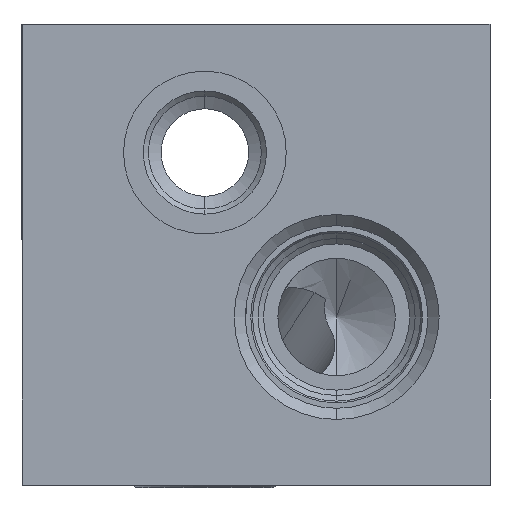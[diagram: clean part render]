
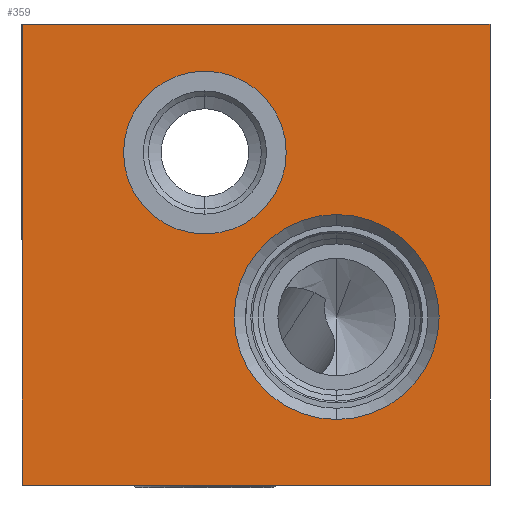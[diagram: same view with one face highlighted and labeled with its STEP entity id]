
A CAD part, front view. The second image highlights one B-rep face of the part: STEP entity #359.
In plain terms, the highlighted face is planar.
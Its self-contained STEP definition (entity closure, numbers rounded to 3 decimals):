
#98 = CARTESIAN_POINT ( 'NONE',  ( 0., 0., 0. ) ) ;
#129 = VECTOR ( 'NONE', #4437, 1000. ) ;
#141 = CIRCLE ( 'NONE', #3409, 17.665 ) ;
#155 = ORIENTED_EDGE ( 'NONE', *, *, #218, .F. ) ;
#218 = EDGE_CURVE ( 'NONE', #2666, #1721, #2909, .T. ) ;
#270 = ORIENTED_EDGE ( 'NONE', *, *, #5177, .T. ) ;
#276 = DIRECTION ( 'NONE',  ( 0., 1., 0. ) ) ;
#298 = EDGE_CURVE ( 'NONE', #1721, #2666, #2643, .T. ) ;
#331 = FACE_OUTER_BOUND ( 'NONE', #4679, .T. ) ;
#341 = AXIS2_PLACEMENT_3D ( 'NONE', #4725, #2599, #871 ) ;
#359 = ADVANCED_FACE ( 'NONE', ( #4241, #331, #4703 ), #3378, .T. ) ;
#518 = AXIS2_PLACEMENT_3D ( 'NONE', #3809, #1751, #4337 ) ;
#611 = VERTEX_POINT ( 'NONE', #5339 ) ;
#833 = CARTESIAN_POINT ( 'NONE',  ( 36.5, -68.3, 0. ) ) ;
#834 = AXIS2_PLACEMENT_3D ( 'NONE', #1035, #4024, #1457 ) ;
#871 = DIRECTION ( 'NONE',  ( 1., 0., 0. ) ) ;
#1016 = CARTESIAN_POINT ( 'NONE',  ( 0., 0., 0. ) ) ;
#1035 = CARTESIAN_POINT ( 'NONE',  ( 72.2, -39.7, 0. ) ) ;
#1101 = VERTEX_POINT ( 'NONE', #5394 ) ;
#1103 = CARTESIAN_POINT ( 'NONE',  ( 100., 0., 0. ) ) ;
#1183 = LINE ( 'NONE', #5081, #2766 ) ;
#1319 = CIRCLE ( 'NONE', #834, 17.665 ) ;
#1336 = LINE ( 'NONE', #2965, #4520 ) ;
#1457 = DIRECTION ( 'NONE',  ( 1., 0., 0. ) ) ;
#1543 = DIRECTION ( 'NONE',  ( 1., 0., 0. ) ) ;
#1637 = LINE ( 'NONE', #1016, #129 ) ;
#1721 = VERTEX_POINT ( 'NONE', #5285 ) ;
#1751 = DIRECTION ( 'NONE',  ( 0., 0., 1. ) ) ;
#1785 = VERTEX_POINT ( 'NONE', #3123 ) ;
#1798 = VERTEX_POINT ( 'NONE', #5269 ) ;
#1969 = CARTESIAN_POINT ( 'NONE',  ( 72.2, -39.7, 0. ) ) ;
#2065 = EDGE_CURVE ( 'NONE', #611, #2557, #1637, .T. ) ;
#2122 = EDGE_CURVE ( 'NONE', #1785, #611, #4835, .T. ) ;
#2145 = DIRECTION ( 'NONE',  ( 0., 0., 1. ) ) ;
#2178 = DIRECTION ( 'NONE',  ( 1., 0., 0. ) ) ;
#2557 = VERTEX_POINT ( 'NONE', #98 ) ;
#2567 = EDGE_CURVE ( 'NONE', #1101, #1798, #1319, .T. ) ;
#2599 = DIRECTION ( 'NONE',  ( 0., 0., 1. ) ) ;
#2626 = ORIENTED_EDGE ( 'NONE', *, *, #4389, .T. ) ;
#2643 = CIRCLE ( 'NONE', #341, 22.25 ) ;
#2666 = VERTEX_POINT ( 'NONE', #3289 ) ;
#2766 = VECTOR ( 'NONE', #5482, 1000. ) ;
#2776 = ORIENTED_EDGE ( 'NONE', *, *, #2567, .F. ) ;
#2834 = EDGE_LOOP ( 'NONE', ( #2776, #5006 ) ) ;
#2909 = CIRCLE ( 'NONE', #3423, 22.25 ) ;
#2965 = CARTESIAN_POINT ( 'NONE',  ( 0., 0., 0. ) ) ;
#3079 = VERTEX_POINT ( 'NONE', #5163 ) ;
#3123 = CARTESIAN_POINT ( 'NONE',  ( 100., -101.6, 0. ) ) ;
#3289 = CARTESIAN_POINT ( 'NONE',  ( 14.25, -68.3, 0. ) ) ;
#3378 = PLANE ( 'NONE',  #518 ) ;
#3409 = AXIS2_PLACEMENT_3D ( 'NONE', #1969, #4150, #1543 ) ;
#3423 = AXIS2_PLACEMENT_3D ( 'NONE', #833, #2145, #2178 ) ;
#3809 = CARTESIAN_POINT ( 'NONE',  ( 0., -101.6, 0. ) ) ;
#3940 = EDGE_LOOP ( 'NONE', ( #4030, #155 ) ) ;
#4024 = DIRECTION ( 'NONE',  ( 0., 0., 1. ) ) ;
#4030 = ORIENTED_EDGE ( 'NONE', *, *, #298, .F. ) ;
#4150 = DIRECTION ( 'NONE',  ( 0., 0., 1. ) ) ;
#4161 = ORIENTED_EDGE ( 'NONE', *, *, #2122, .T. ) ;
#4231 = DIRECTION ( 'NONE',  ( 0., -1., 0. ) ) ;
#4241 = FACE_BOUND ( 'NONE', #2834, .T. ) ;
#4337 = DIRECTION ( 'NONE',  ( 1., 0., 0. ) ) ;
#4389 = EDGE_CURVE ( 'NONE', #3079, #1785, #1183, .T. ) ;
#4437 = DIRECTION ( 'NONE',  ( -1., 0., 0. ) ) ;
#4520 = VECTOR ( 'NONE', #4231, 1000. ) ;
#4679 = EDGE_LOOP ( 'NONE', ( #270, #2626, #4161, #5111 ) ) ;
#4703 = FACE_BOUND ( 'NONE', #3940, .T. ) ;
#4725 = CARTESIAN_POINT ( 'NONE',  ( 36.5, -68.3, 0. ) ) ;
#4835 = LINE ( 'NONE', #1103, #5053 ) ;
#5006 = ORIENTED_EDGE ( 'NONE', *, *, #5026, .F. ) ;
#5026 = EDGE_CURVE ( 'NONE', #1798, #1101, #141, .T. ) ;
#5053 = VECTOR ( 'NONE', #276, 1000. ) ;
#5081 = CARTESIAN_POINT ( 'NONE',  ( 0., -101.6, 0. ) ) ;
#5111 = ORIENTED_EDGE ( 'NONE', *, *, #2065, .T. ) ;
#5163 = CARTESIAN_POINT ( 'NONE',  ( 0., -101.6, 0. ) ) ;
#5177 = EDGE_CURVE ( 'NONE', #2557, #3079, #1336, .T. ) ;
#5269 = CARTESIAN_POINT ( 'NONE',  ( 54.535, -39.7, 0. ) ) ;
#5285 = CARTESIAN_POINT ( 'NONE',  ( 58.75, -68.3, 0. ) ) ;
#5339 = CARTESIAN_POINT ( 'NONE',  ( 100., 0., 0. ) ) ;
#5394 = CARTESIAN_POINT ( 'NONE',  ( 89.865, -39.7, 0. ) ) ;
#5482 = DIRECTION ( 'NONE',  ( 1., 0., 0. ) ) ;
